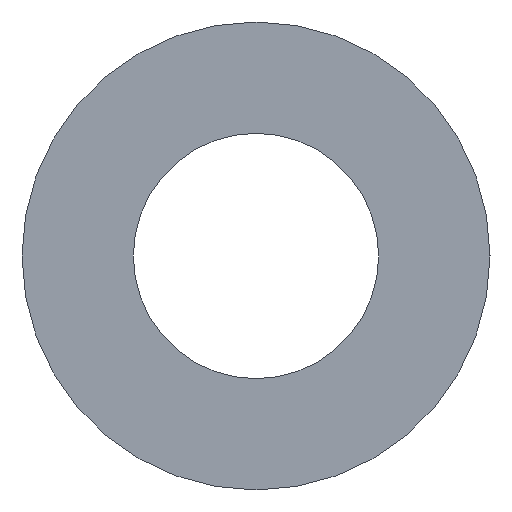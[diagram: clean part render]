
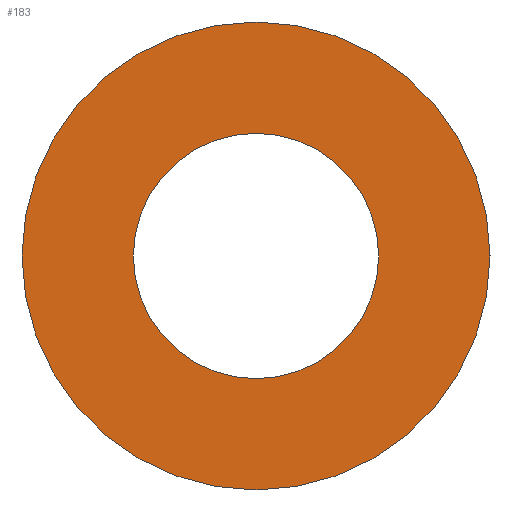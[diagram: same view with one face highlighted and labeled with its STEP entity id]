
A CAD part, left-side view. The second image highlights one B-rep face of the part: STEP entity #183.
In plain terms, the highlighted planar face has unit normal (-1, 0, 0).
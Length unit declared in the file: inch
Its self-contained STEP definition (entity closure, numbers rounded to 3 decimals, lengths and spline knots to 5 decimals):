
#4 = PLANE ( 'NONE',  #105 ) ;
#12 = VERTEX_POINT ( 'NONE', #109 ) ;
#31 = CARTESIAN_POINT ( 'NONE',  ( -0.75, 0., 0.098 ) ) ;
#36 = AXIS2_PLACEMENT_3D ( 'NONE', #50, #69, #137 ) ;
#38 = FACE_BOUND ( 'NONE', #138, .T. ) ;
#48 = EDGE_LOOP ( 'NONE', ( #63, #192 ) ) ;
#50 = CARTESIAN_POINT ( 'NONE',  ( -0.75, 0., 0. ) ) ;
#63 = ORIENTED_EDGE ( 'NONE', *, *, #90, .F. ) ;
#66 = DIRECTION ( 'NONE',  ( 0., 0., -1. ) ) ;
#68 = AXIS2_PLACEMENT_3D ( 'NONE', #118, #185, #133 ) ;
#69 = DIRECTION ( 'NONE',  ( 1., 0., 0. ) ) ;
#70 = ORIENTED_EDGE ( 'NONE', *, *, #136, .T. ) ;
#75 = DIRECTION ( 'NONE',  ( 0., 0., -1. ) ) ;
#80 = VERTEX_POINT ( 'NONE', #212 ) ;
#83 = DIRECTION ( 'NONE',  ( 0., 0., -1. ) ) ;
#84 = FACE_OUTER_BOUND ( 'NONE', #48, .T. ) ;
#90 = EDGE_CURVE ( 'NONE', #12, #92, #191, .T. ) ;
#92 = VERTEX_POINT ( 'NONE', #123 ) ;
#105 = AXIS2_PLACEMENT_3D ( 'NONE', #168, #208, #66 ) ;
#107 = CARTESIAN_POINT ( 'NONE',  ( -0.75, 0., 0. ) ) ;
#109 = CARTESIAN_POINT ( 'NONE',  ( -0.75, 0., 0.187 ) ) ;
#116 = CIRCLE ( 'NONE', #198, 0.187 ) ;
#118 = CARTESIAN_POINT ( 'NONE',  ( -0.75, 0., 0. ) ) ;
#123 = CARTESIAN_POINT ( 'NONE',  ( -0.75, 0., -0.187 ) ) ;
#127 = CIRCLE ( 'NONE', #68, 0.098 ) ;
#129 = CARTESIAN_POINT ( 'NONE',  ( -0.75, 0., 0. ) ) ;
#133 = DIRECTION ( 'NONE',  ( 0., 0., -1. ) ) ;
#136 = EDGE_CURVE ( 'NONE', #141, #80, #221, .T. ) ;
#137 = DIRECTION ( 'NONE',  ( 0., 0., -1. ) ) ;
#138 = EDGE_LOOP ( 'NONE', ( #70, #193 ) ) ;
#141 = VERTEX_POINT ( 'NONE', #31 ) ;
#162 = DIRECTION ( 'NONE',  ( 1., 0., 0. ) ) ;
#168 = CARTESIAN_POINT ( 'NONE',  ( -0.75, 0., 0. ) ) ;
#178 = EDGE_CURVE ( 'NONE', #80, #141, #127, .T. ) ;
#183 = ADVANCED_FACE ( 'NONE', ( #84, #38 ), #4, .F. ) ;
#185 = DIRECTION ( 'NONE',  ( 1., 0., 0. ) ) ;
#187 = DIRECTION ( 'NONE',  ( 1., 0., 0. ) ) ;
#188 = EDGE_CURVE ( 'NONE', #92, #12, #116, .T. ) ;
#191 = CIRCLE ( 'NONE', #204, 0.187 ) ;
#192 = ORIENTED_EDGE ( 'NONE', *, *, #188, .F. ) ;
#193 = ORIENTED_EDGE ( 'NONE', *, *, #178, .T. ) ;
#198 = AXIS2_PLACEMENT_3D ( 'NONE', #129, #187, #83 ) ;
#204 = AXIS2_PLACEMENT_3D ( 'NONE', #107, #162, #75 ) ;
#208 = DIRECTION ( 'NONE',  ( 1., 0., 0. ) ) ;
#212 = CARTESIAN_POINT ( 'NONE',  ( -0.75, 0., -0.098 ) ) ;
#221 = CIRCLE ( 'NONE', #36, 0.098 ) ;
